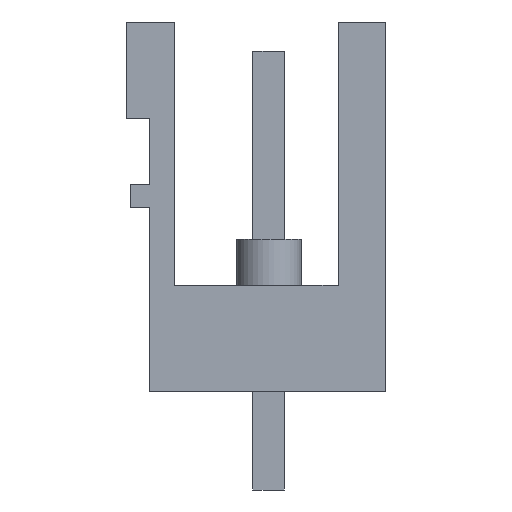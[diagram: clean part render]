
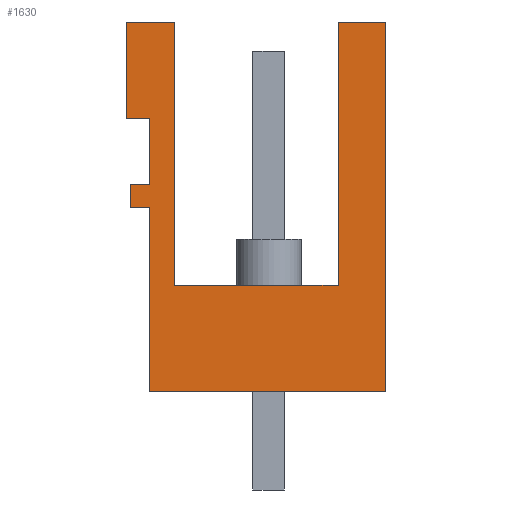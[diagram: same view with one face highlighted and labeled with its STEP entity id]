
A CAD part, left-side view. The second image highlights one B-rep face of the part: STEP entity #1630.
In plain terms, the highlighted planar face has unit normal (-1, 0, 0).
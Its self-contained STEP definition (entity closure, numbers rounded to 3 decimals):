
#1530=AXIS2_PLACEMENT_3D('Plane Axis2P3D',#1527,#1528,#1529) ;
#383=CARTESIAN_POINT('Vertex',(0.,7.68,3.2)) ;
#386=CARTESIAN_POINT('Line Origine',(0.,7.68,6.19)) ;
#390=CARTESIAN_POINT('Vertex',(0.,7.68,9.181)) ;
#1511=CARTESIAN_POINT('Vertex',(0.,0.,3.2)) ;
#1514=CARTESIAN_POINT('Line Origine',(0.,3.84,3.2)) ;
#1527=CARTESIAN_POINT('Axis2P3D Location',(0.,8.43,1.7)) ;
#1532=CARTESIAN_POINT('Line Origine',(0.,0.,9.2)) ;
#1536=CARTESIAN_POINT('Vertex',(0.,0.,15.2)) ;
#1539=CARTESIAN_POINT('Line Origine',(0.,0.775,15.2)) ;
#1543=CARTESIAN_POINT('Vertex',(0.,1.55,15.2)) ;
#1546=CARTESIAN_POINT('Line Origine',(0.,1.55,10.925)) ;
#1550=CARTESIAN_POINT('Vertex',(0.,1.55,6.65)) ;
#1553=CARTESIAN_POINT('Line Origine',(0.,4.207,6.65)) ;
#1557=CARTESIAN_POINT('Vertex',(0.,6.863,6.65)) ;
#1560=CARTESIAN_POINT('Line Origine',(0.,6.863,10.925)) ;
#1564=CARTESIAN_POINT('Vertex',(0.,6.863,15.2)) ;
#1567=CARTESIAN_POINT('Line Origine',(0.,7.647,15.2)) ;
#1571=CARTESIAN_POINT('Vertex',(0.,8.43,15.2)) ;
#1574=CARTESIAN_POINT('Line Origine',(0.,8.43,13.64)) ;
#1578=CARTESIAN_POINT('Vertex',(0.,8.43,12.08)) ;
#1581=CARTESIAN_POINT('Line Origine',(0.,8.055,12.08)) ;
#1585=CARTESIAN_POINT('Vertex',(0.,7.68,12.08)) ;
#1588=CARTESIAN_POINT('Line Origine',(0.,7.68,11.005)) ;
#1592=CARTESIAN_POINT('Vertex',(0.,7.68,9.93)) ;
#1595=CARTESIAN_POINT('Line Origine',(0.,7.99,9.93)) ;
#1599=CARTESIAN_POINT('Vertex',(0.,8.3,9.93)) ;
#1602=CARTESIAN_POINT('Line Origine',(0.,8.3,9.555)) ;
#1606=CARTESIAN_POINT('Vertex',(0.,8.3,9.181)) ;
#1609=CARTESIAN_POINT('Line Origine',(0.,7.99,9.181)) ;
#387=DIRECTION('Vector Direction',(0.,0.,-1.)) ;
#1515=DIRECTION('Vector Direction',(0.,-1.,0.)) ;
#1528=DIRECTION('Axis2P3D Direction',(-1.,0.,0.)) ;
#1529=DIRECTION('Axis2P3D XDirection',(0.,1.,0.)) ;
#1533=DIRECTION('Vector Direction',(0.,0.,1.)) ;
#1540=DIRECTION('Vector Direction',(0.,1.,0.)) ;
#1547=DIRECTION('Vector Direction',(0.,0.,-1.)) ;
#1554=DIRECTION('Vector Direction',(0.,1.,0.)) ;
#1561=DIRECTION('Vector Direction',(0.,0.,1.)) ;
#1568=DIRECTION('Vector Direction',(0.,1.,0.)) ;
#1575=DIRECTION('Vector Direction',(0.,0.,-1.)) ;
#1582=DIRECTION('Vector Direction',(0.,-1.,0.)) ;
#1589=DIRECTION('Vector Direction',(0.,0.,-1.)) ;
#1596=DIRECTION('Vector Direction',(0.,1.,0.)) ;
#1603=DIRECTION('Vector Direction',(0.,0.,-1.)) ;
#1610=DIRECTION('Vector Direction',(0.,-1.,0.)) ;
#388=VECTOR('Line Direction',#387,1.) ;
#1516=VECTOR('Line Direction',#1515,1.) ;
#1534=VECTOR('Line Direction',#1533,1.) ;
#1541=VECTOR('Line Direction',#1540,1.) ;
#1548=VECTOR('Line Direction',#1547,1.) ;
#1555=VECTOR('Line Direction',#1554,1.) ;
#1562=VECTOR('Line Direction',#1561,1.) ;
#1569=VECTOR('Line Direction',#1568,1.) ;
#1576=VECTOR('Line Direction',#1575,1.) ;
#1583=VECTOR('Line Direction',#1582,1.) ;
#1590=VECTOR('Line Direction',#1589,1.) ;
#1597=VECTOR('Line Direction',#1596,1.) ;
#1604=VECTOR('Line Direction',#1603,1.) ;
#1611=VECTOR('Line Direction',#1610,1.) ;
#1615=ORIENTED_EDGE('',*,*,#1538,.T.) ;
#1616=ORIENTED_EDGE('',*,*,#1545,.T.) ;
#1617=ORIENTED_EDGE('',*,*,#1552,.T.) ;
#1618=ORIENTED_EDGE('',*,*,#1559,.T.) ;
#1619=ORIENTED_EDGE('',*,*,#1566,.T.) ;
#1620=ORIENTED_EDGE('',*,*,#1573,.T.) ;
#1621=ORIENTED_EDGE('',*,*,#1580,.T.) ;
#1622=ORIENTED_EDGE('',*,*,#1587,.T.) ;
#1623=ORIENTED_EDGE('',*,*,#1594,.T.) ;
#1624=ORIENTED_EDGE('',*,*,#1601,.T.) ;
#1625=ORIENTED_EDGE('',*,*,#1608,.T.) ;
#1626=ORIENTED_EDGE('',*,*,#1613,.T.) ;
#1627=ORIENTED_EDGE('',*,*,#392,.T.) ;
#1628=ORIENTED_EDGE('',*,*,#1518,.T.) ;
#1630=ADVANCED_FACE('HOUSING',(#1629),#1531,.T.) ;
#392=EDGE_CURVE('',#391,#384,#389,.T.) ;
#1518=EDGE_CURVE('',#384,#1512,#1517,.T.) ;
#1538=EDGE_CURVE('',#1512,#1537,#1535,.T.) ;
#1545=EDGE_CURVE('',#1537,#1544,#1542,.T.) ;
#1552=EDGE_CURVE('',#1544,#1551,#1549,.T.) ;
#1559=EDGE_CURVE('',#1551,#1558,#1556,.T.) ;
#1566=EDGE_CURVE('',#1558,#1565,#1563,.T.) ;
#1573=EDGE_CURVE('',#1565,#1572,#1570,.T.) ;
#1580=EDGE_CURVE('',#1572,#1579,#1577,.T.) ;
#1587=EDGE_CURVE('',#1579,#1586,#1584,.T.) ;
#1594=EDGE_CURVE('',#1586,#1593,#1591,.T.) ;
#1601=EDGE_CURVE('',#1593,#1600,#1598,.T.) ;
#1608=EDGE_CURVE('',#1600,#1607,#1605,.T.) ;
#1613=EDGE_CURVE('',#1607,#391,#1612,.T.) ;
#1614=EDGE_LOOP('',(#1615,#1616,#1617,#1618,#1619,#1620,#1621,#1622,#1623,#1624,#1625,#1626,#1627,#1628)) ;
#1629=FACE_OUTER_BOUND('',#1614,.T.) ;
#389=LINE('Line',#386,#388) ;
#1517=LINE('Line',#1514,#1516) ;
#1535=LINE('Line',#1532,#1534) ;
#1542=LINE('Line',#1539,#1541) ;
#1549=LINE('Line',#1546,#1548) ;
#1556=LINE('Line',#1553,#1555) ;
#1563=LINE('Line',#1560,#1562) ;
#1570=LINE('Line',#1567,#1569) ;
#1577=LINE('Line',#1574,#1576) ;
#1584=LINE('Line',#1581,#1583) ;
#1591=LINE('Line',#1588,#1590) ;
#1598=LINE('Line',#1595,#1597) ;
#1605=LINE('Line',#1602,#1604) ;
#1612=LINE('Line',#1609,#1611) ;
#1531=PLANE('',#1530) ;
#384=VERTEX_POINT('',#383) ;
#391=VERTEX_POINT('',#390) ;
#1512=VERTEX_POINT('',#1511) ;
#1537=VERTEX_POINT('',#1536) ;
#1544=VERTEX_POINT('',#1543) ;
#1551=VERTEX_POINT('',#1550) ;
#1558=VERTEX_POINT('',#1557) ;
#1565=VERTEX_POINT('',#1564) ;
#1572=VERTEX_POINT('',#1571) ;
#1579=VERTEX_POINT('',#1578) ;
#1586=VERTEX_POINT('',#1585) ;
#1593=VERTEX_POINT('',#1592) ;
#1600=VERTEX_POINT('',#1599) ;
#1607=VERTEX_POINT('',#1606) ;
